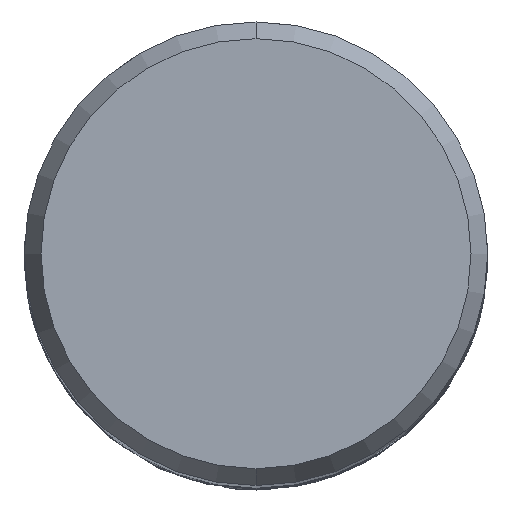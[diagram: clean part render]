
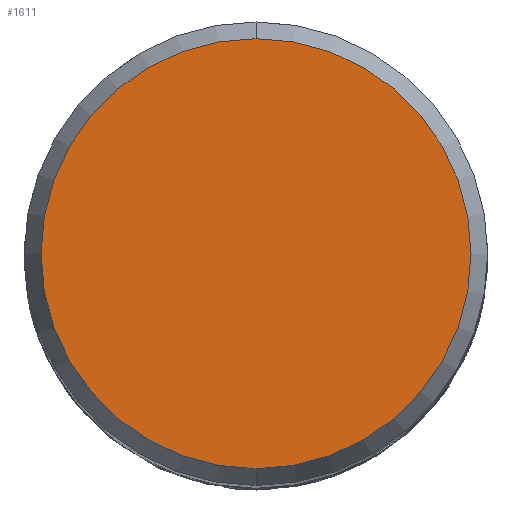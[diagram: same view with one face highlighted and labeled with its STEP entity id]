
A CAD part, top view. The second image highlights one B-rep face of the part: STEP entity #1611.
In plain terms, the highlighted planar face has unit normal (0, 0, 1).
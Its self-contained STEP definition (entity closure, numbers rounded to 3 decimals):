
#849=VERTEX_POINT('',#2286);
#1299=EDGE_CURVE('',#849,#2065,#2775,.T.);
#1611=ADVANCED_FACE('',(#3114),#3115,.T.);
#1799=EDGE_CURVE('',#2065,#849,#3318,.T.);
#2065=VERTEX_POINT('',#3613);
#2286=CARTESIAN_POINT('',(0.0,7.423,0.0));
#2775=CIRCLE('',#10343,7.423);
#3114=FACE_OUTER_BOUND('',#13184,.T.);
#3115=PLANE('',#13185);
#3318=CIRCLE('',#16821,7.423);
#3613=CARTESIAN_POINT('',(0.,-7.423,0.0));
#10343=AXIS2_PLACEMENT_3D('',#21657,#21658,#21659);
#13184=EDGE_LOOP('',(#21991,#21992));
#13185=AXIS2_PLACEMENT_3D('',#21993,#21994,#21995);
#16821=AXIS2_PLACEMENT_3D('',#22144,#22145,#22146);
#21657=CARTESIAN_POINT('',(0.0,0.0,0.0));
#21658=DIRECTION('',(0.0,0.0,-1.0));
#21659=DIRECTION('',(0.0,1.0,0.0));
#21991=ORIENTED_EDGE('',*,*,#1299,.F.);
#21992=ORIENTED_EDGE('',*,*,#1799,.F.);
#21993=CARTESIAN_POINT('',(0.0,3.711,0.0));
#21994=DIRECTION('',(-0.0,0.0,1.0));
#21995=DIRECTION('',(0.0,-1.0,0.0));
#22144=CARTESIAN_POINT('',(0.0,0.0,0.0));
#22145=DIRECTION('',(0.0,0.0,-1.0));
#22146=DIRECTION('',(0.0,1.0,0.0));
